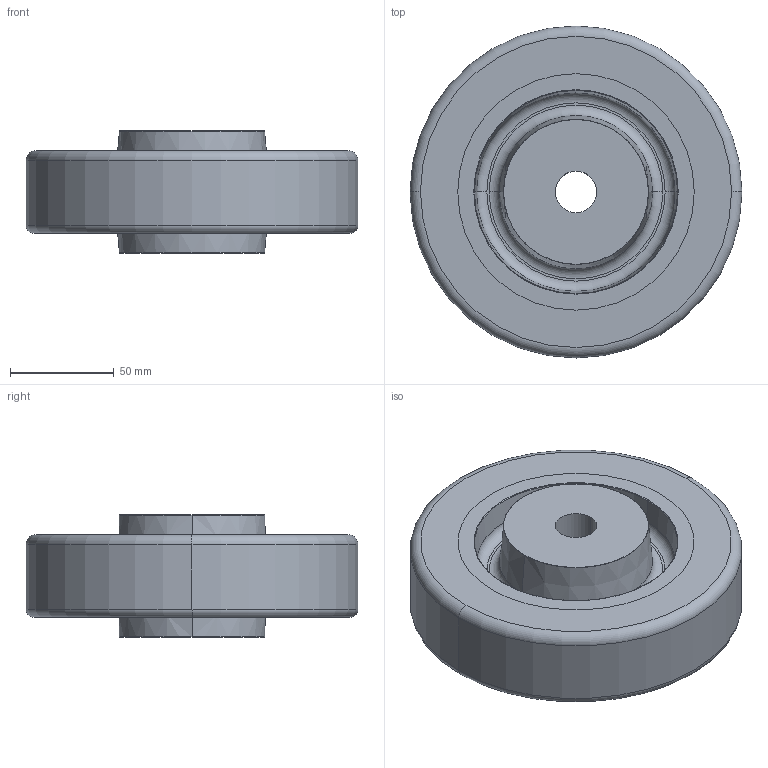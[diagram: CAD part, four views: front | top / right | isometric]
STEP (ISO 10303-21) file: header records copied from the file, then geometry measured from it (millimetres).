
FILE_DESCRIPTION (( 'STEP AP214' ), '1' );
FILE_NAME ('0035342.step', '2022-03-31T09:52:24', ( '' ), ( '' ), 'SwSTEP 2.0', 'SolidWorks 2020', '' );
FILE_SCHEMA (( 'AUTOMOTIVE_DESIGN' ));
Length unit declared in the file: millimetre
Products named in the file (1): 0035342
Bounding box: 160 x 160 x 59 mm (x, y, z)
Volume: 757737.4 mm3; surface area: 108131 mm2
Topology: 2 solids, 2 shells, 44 faces, 88 edges, 52 vertices
Faces by surface type: torus 16, cone 12, cylinder 8, plane 8
Entity records: 1695 total; most frequent: DIRECTION 246, CARTESIAN_POINT 185, ORIENTED_EDGE 176, AXIS2_PLACEMENT_3D 113, EDGE_CURVE 88, CIRCLE 68, EDGE_LOOP 52, VERTEX_POINT 52
